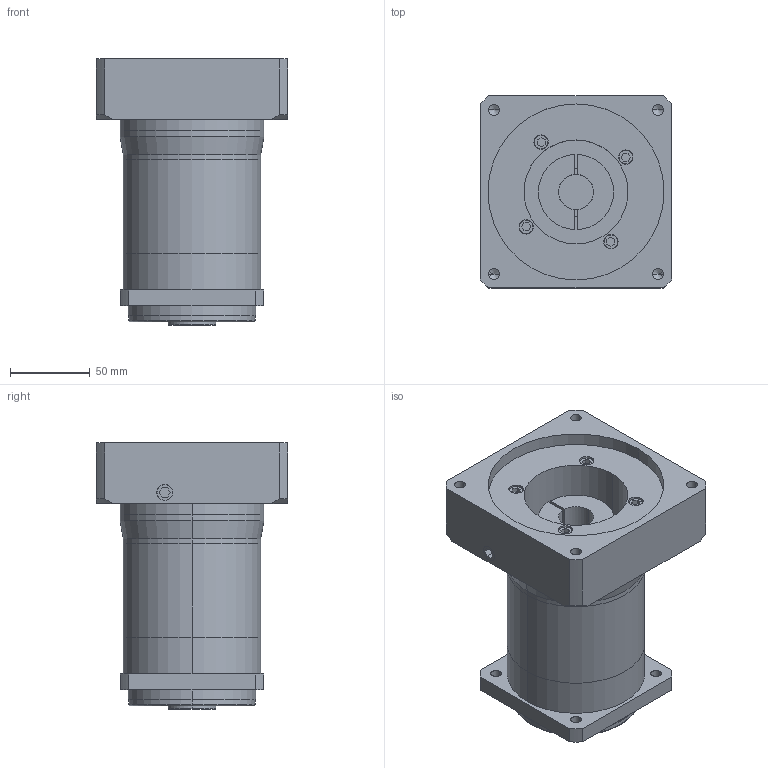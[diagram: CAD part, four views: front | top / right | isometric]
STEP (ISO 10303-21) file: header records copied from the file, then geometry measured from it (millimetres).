
FILE_DESCRIPTION (( 'STEP AP214' ), '1' );
FILE_NAME ('VGK85双级模型-T（22-55 110-5 4-9-145）.STEP', '2018-11-07T00:17:10', ( 'Windows' ), ( 'Microsoft' ), 'SwSTEP 2.0', 'SolidWorks 2016', '' );
FILE_SCHEMA (( 'AUTOMOTIVE_DESIGN' ));
Length unit declared in the file: millimetre
Products named in the file (1): VGK85双级模型-T（22-55 110-5 4-9-145）
Bounding box: 120 x 120 x 166.5 mm (x, y, z)
Volume: 1109039.5 mm3; surface area: 145708.3 mm2
Topology: 4 solids, 4 shells, 214 faces, 497 edges, 322 vertices
Faces by surface type: plane 100, cylinder 96, cone 14, torus 4
Entity records: 6299 total; most frequent: DIRECTION 1123, CARTESIAN_POINT 1050, ORIENTED_EDGE 978, EDGE_CURVE 489, AXIS2_PLACEMENT_3D 427, VERTEX_POINT 322, LINE 269, VECTOR 269
